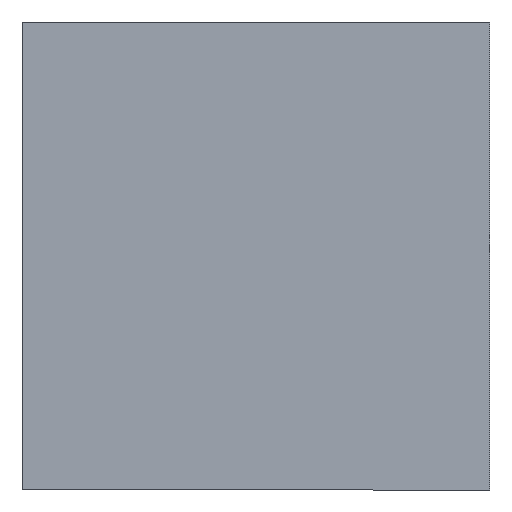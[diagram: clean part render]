
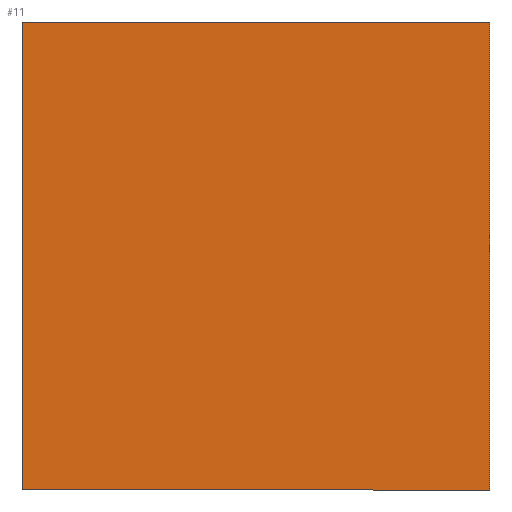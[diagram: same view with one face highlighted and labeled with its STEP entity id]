
A CAD part, left-side view. The second image highlights one B-rep face of the part: STEP entity #11.
In plain terms, the highlighted planar face has unit normal (-1, 0, 0).
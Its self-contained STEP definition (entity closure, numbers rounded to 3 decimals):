
#1 = CARTESIAN_POINT ( 'NONE',  ( -0.75, -19., -19. ) ) ;
#2 = VERTEX_POINT ( 'NONE', #1 ) ;
#6 = VERTEX_POINT ( 'NONE', #146 ) ;
#10 = VECTOR ( 'NONE', #85, 1000. ) ;
#11 = ADVANCED_FACE ( 'NONE', ( #148 ), #221, .F. ) ;
#14 = ORIENTED_EDGE ( 'NONE', *, *, #75, .F. ) ;
#16 = EDGE_CURVE ( 'NONE', #68, #6, #79, .T. ) ;
#50 = CARTESIAN_POINT ( 'NONE',  ( -0.75, 19., -19. ) ) ;
#51 = DIRECTION ( 'NONE',  ( 0., 0., -1. ) ) ;
#64 = ORIENTED_EDGE ( 'NONE', *, *, #231, .F. ) ;
#68 = VERTEX_POINT ( 'NONE', #174 ) ;
#72 = AXIS2_PLACEMENT_3D ( 'NONE', #101, #200, #51 ) ;
#75 = EDGE_CURVE ( 'NONE', #2, #197, #123, .T. ) ;
#79 = LINE ( 'NONE', #130, #110 ) ;
#85 = DIRECTION ( 'NONE',  ( 0., 0., 1. ) ) ;
#101 = CARTESIAN_POINT ( 'NONE',  ( -0.75, 0., 0. ) ) ;
#110 = VECTOR ( 'NONE', #172, 1000. ) ;
#113 = CARTESIAN_POINT ( 'NONE',  ( -0.75, 19., -19. ) ) ;
#121 = ORIENTED_EDGE ( 'NONE', *, *, #16, .F. ) ;
#123 = LINE ( 'NONE', #50, #165 ) ;
#126 = LINE ( 'NONE', #184, #187 ) ;
#130 = CARTESIAN_POINT ( 'NONE',  ( -0.75, 19., 19. ) ) ;
#146 = CARTESIAN_POINT ( 'NONE',  ( -0.75, -19., 19. ) ) ;
#148 = FACE_OUTER_BOUND ( 'NONE', #173, .T. ) ;
#165 = VECTOR ( 'NONE', #198, 1000. ) ;
#172 = DIRECTION ( 'NONE',  ( 0., -1., 0. ) ) ;
#173 = EDGE_LOOP ( 'NONE', ( #121, #64, #14, #181 ) ) ;
#174 = CARTESIAN_POINT ( 'NONE',  ( -0.75, 19., 19. ) ) ;
#181 = ORIENTED_EDGE ( 'NONE', *, *, #220, .F. ) ;
#184 = CARTESIAN_POINT ( 'NONE',  ( -0.75, -19., 19. ) ) ;
#187 = VECTOR ( 'NONE', #204, 1000. ) ;
#188 = CARTESIAN_POINT ( 'NONE',  ( -0.75, 19., 19. ) ) ;
#197 = VERTEX_POINT ( 'NONE', #113 ) ;
#198 = DIRECTION ( 'NONE',  ( 0., 1., 0. ) ) ;
#200 = DIRECTION ( 'NONE',  ( 1., 0., 0. ) ) ;
#203 = LINE ( 'NONE', #188, #10 ) ;
#204 = DIRECTION ( 'NONE',  ( 0., 0., -1. ) ) ;
#220 = EDGE_CURVE ( 'NONE', #6, #2, #126, .T. ) ;
#221 = PLANE ( 'NONE',  #72 ) ;
#231 = EDGE_CURVE ( 'NONE', #197, #68, #203, .T. ) ;
